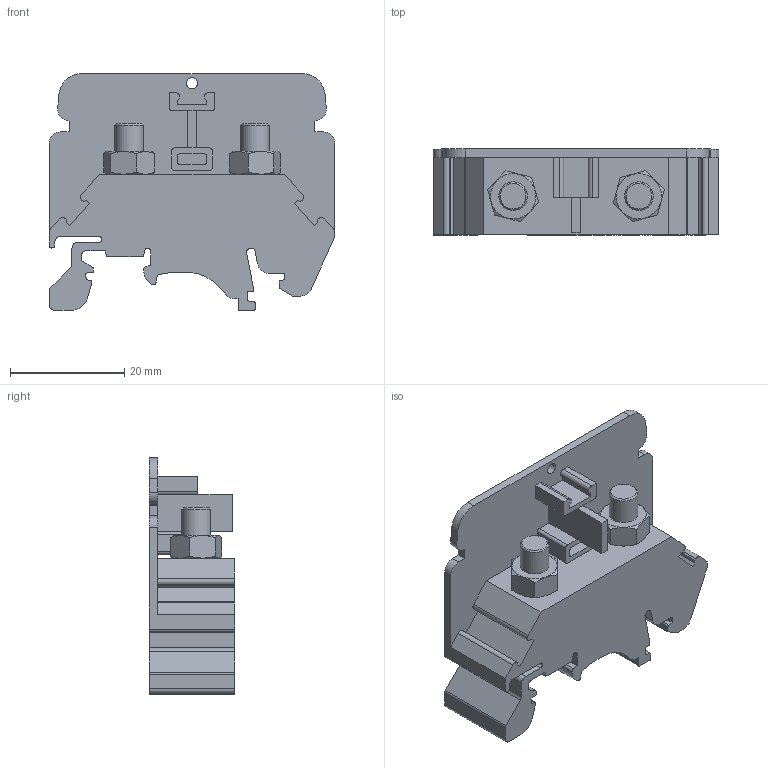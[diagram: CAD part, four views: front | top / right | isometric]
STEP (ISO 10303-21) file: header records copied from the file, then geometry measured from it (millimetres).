
FILE_DESCRIPTION(/* description */ ('Unknown'),/* implementation_level */ '2;1');
FILE_NAME(/* name */ 'KBTM5E_GY_3D',/* time_stamp */ '2019-09-30T14:07:48+06:00',/* author */ ('Unknown'),/* organization */ ('Unknown'),/* preprocessor_version */ 'ST-DEVELOPER v16.7',/* originating_system */ 'DEX',/* authorisation */ $);
FILE_SCHEMA (('AUTOMOTIVE_DESIGN {1 0 10303 214 3 1 1}'));
Length unit declared in the file: millimetre
Products named in the file (1): KBTM5E
Bounding box: 50 x 15 x 41.4 mm (x, y, z)
Volume: 13950.6 mm3; surface area: 7631.5 mm2
Topology: 1 solids, 3 shells, 183 faces, 510 edges, 339 vertices
Faces by surface type: plane 120, cylinder 57, cone 6
Full cylindrical faces by diameter (mm): 2 x1, 5 x6, 5.2 x2
Entity records: 7064 total; most frequent: CARTESIAN_POINT 1096, ORIENTED_EDGE 972, DIRECTION 948, EDGE_CURVE 486, LINE 344, VECTOR 344, VERTEX_POINT 330, AXIS2_PLACEMENT_3D 302
